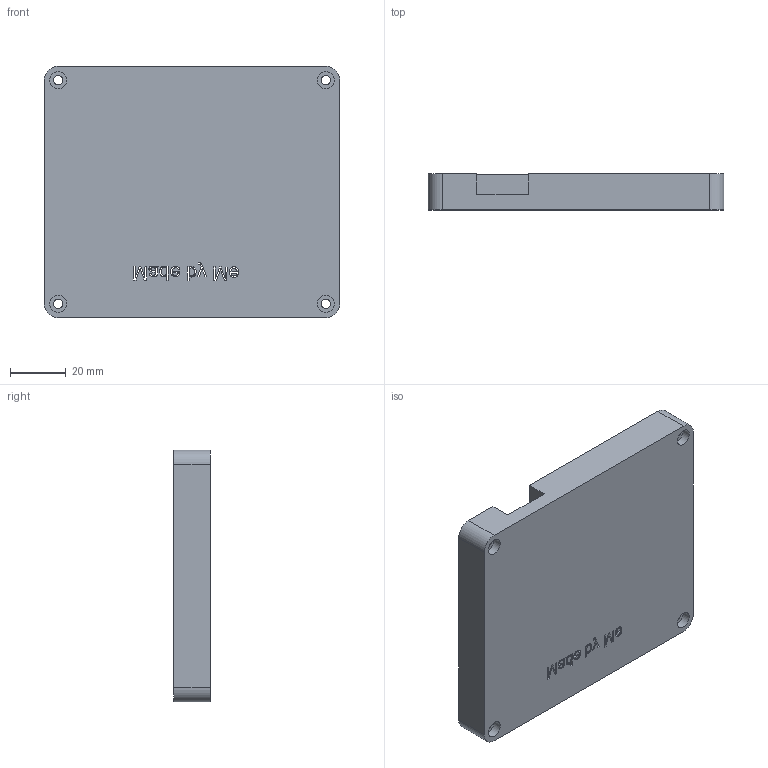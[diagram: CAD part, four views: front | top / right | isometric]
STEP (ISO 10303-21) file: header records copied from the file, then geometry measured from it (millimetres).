
FILE_DESCRIPTION(/* description */ (''),/* implementation_level */ '2;1');
FILE_NAME(/* name */ 'Hackpady.step',/* time_stamp */ '2025-12-11T14:26:14+01:00',/* author */ (''),/* organization */ (''),/* preprocessor_version */ 'ST-DEVELOPER v20.1',/* originating_system */ 'Autodesk Translation Framework v14.21.0.0',/* authorisation */ '');
FILE_SCHEMA (('AUTOMOTIVE_DESIGN { 1 0 10303 214 3 1 1 }'));
Length unit declared in the file: millimetre
Products named in the file (1): 2025-12-11-13-06-05-957
Bounding box: 105.75 x 13 x 90.01 mm (x, y, z)
Volume: 59649.5 mm3; surface area: 28103.3 mm2
Topology: 6 solids, 6 shells, 208 faces, 576 edges, 384 vertices
Faces by surface type: bspline 115, plane 81, cylinder 12
Full cylindrical faces by diameter (mm): 3.4 x4, 6 x4
Entity records: 7975 total; most frequent: CARTESIAN_POINT 3349, ORIENTED_EDGE 1152, EDGE_CURVE 576, DIRECTION 558, VERTEX_POINT 384, LINE 322, VECTOR 322, EDGE_LOOP 236
